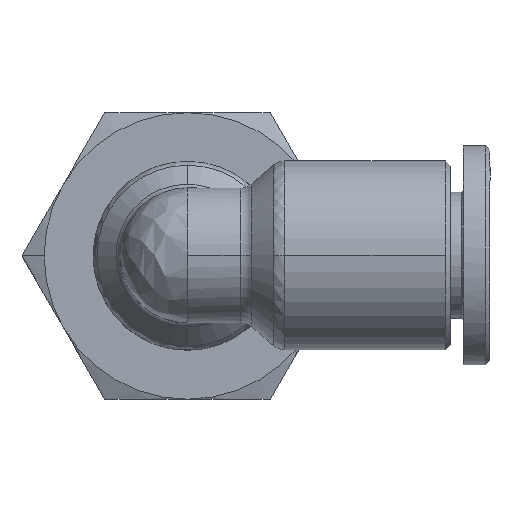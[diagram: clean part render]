
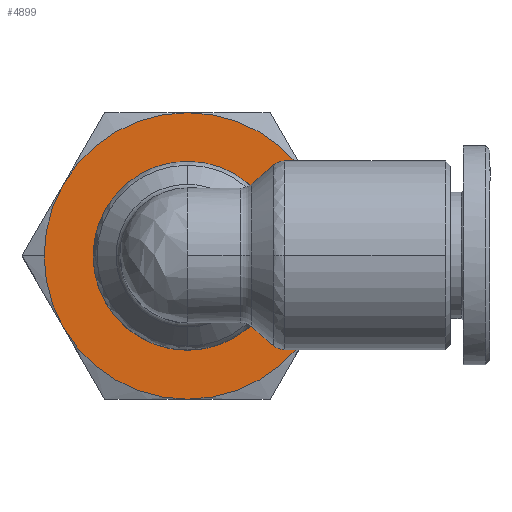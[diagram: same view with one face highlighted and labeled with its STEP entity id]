
A CAD part, top view. The second image highlights one B-rep face of the part: STEP entity #4899.
In plain terms, the highlighted face is planar.
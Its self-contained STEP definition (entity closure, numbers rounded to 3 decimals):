
#206 = VERTEX_POINT ( 'NONE', #622 ) ;
#293 = CARTESIAN_POINT ( 'NONE',  ( -4.718, 0., 18.184 ) ) ;
#348 = DIRECTION ( 'NONE',  ( 0., 0., 1. ) ) ;
#377 = AXIS2_PLACEMENT_3D ( 'NONE', #293, #10571, #4740 ) ;
#450 = CARTESIAN_POINT ( 'NONE',  ( -4.718, 5.6, 18.184 ) ) ;
#469 = VERTEX_POINT ( 'NONE', #873 ) ;
#618 = AXIS2_PLACEMENT_3D ( 'NONE', #3346, #9926, #9065 ) ;
#622 = CARTESIAN_POINT ( 'NONE',  ( 2.643, 4.25, 18.184 ) ) ;
#793 = DIRECTION ( 'NONE',  ( 0., 0., 1. ) ) ;
#873 = CARTESIAN_POINT ( 'NONE',  ( 2.643, -4.25, 18.184 ) ) ;
#988 = CARTESIAN_POINT ( 'NONE',  ( -4.718, -5.6, 18.184 ) ) ;
#1055 = DIRECTION ( 'NONE',  ( 1., 0., 0. ) ) ;
#1176 = AXIS2_PLACEMENT_3D ( 'NONE', #4034, #1599, #7479 ) ;
#1209 = CIRCLE ( 'NONE', #618, 5.6 ) ;
#1263 = DIRECTION ( 'NONE',  ( 0., -1., 0. ) ) ;
#1551 = AXIS2_PLACEMENT_3D ( 'NONE', #3029, #8852, #10519 ) ;
#1599 = DIRECTION ( 'NONE',  ( 0., 0., -1. ) ) ;
#1969 = EDGE_LOOP ( 'NONE', ( #3306, #10100 ) ) ;
#2324 = CARTESIAN_POINT ( 'NONE',  ( -4.718, 8.5, 18.184 ) ) ;
#2364 = AXIS2_PLACEMENT_3D ( 'NONE', #5882, #793, #10125 ) ;
#2414 = EDGE_CURVE ( 'NONE', #10121, #206, #2910, .T. ) ;
#2745 = DIRECTION ( 'NONE',  ( 0., 0., 1. ) ) ;
#2910 = CIRCLE ( 'NONE', #5686, 8.5 ) ;
#3029 = CARTESIAN_POINT ( 'NONE',  ( -4.718, 0., 18.184 ) ) ;
#3306 = ORIENTED_EDGE ( 'NONE', *, *, #4908, .T. ) ;
#3346 = CARTESIAN_POINT ( 'NONE',  ( -4.718, 0., 18.184 ) ) ;
#3433 = ORIENTED_EDGE ( 'NONE', *, *, #2414, .F. ) ;
#4034 = CARTESIAN_POINT ( 'NONE',  ( -4.718, -2.8, 18.184 ) ) ;
#4035 = DIRECTION ( 'NONE',  ( 1., 0., 0. ) ) ;
#4046 = EDGE_CURVE ( 'NONE', #469, #10121, #5035, .T. ) ;
#4103 = ORIENTED_EDGE ( 'NONE', *, *, #10299, .F. ) ;
#4114 = AXIS2_PLACEMENT_3D ( 'NONE', #7445, #7401, #4035 ) ;
#4529 = EDGE_CURVE ( 'NONE', #6266, #5259, #5022, .T. ) ;
#4612 = CARTESIAN_POINT ( 'NONE',  ( -4.718, 0., 18.184 ) ) ;
#4674 = DIRECTION ( 'NONE',  ( 1., 0., 0. ) ) ;
#4740 = DIRECTION ( 'NONE',  ( 1., 0., 0. ) ) ;
#4787 = VERTEX_POINT ( 'NONE', #10588 ) ;
#4865 = CARTESIAN_POINT ( 'NONE',  ( 3.782, 0., 18.184 ) ) ;
#4899 = ADVANCED_FACE ( 'NONE', ( #8618, #7287 ), #8888, .T. ) ;
#4908 = EDGE_CURVE ( 'NONE', #8825, #7601, #1209, .T. ) ;
#5022 = CIRCLE ( 'NONE', #6654, 8.5 ) ;
#5035 = CIRCLE ( 'NONE', #4114, 8.5 ) ;
#5166 = DIRECTION ( 'NONE',  ( 0., 0., 1. ) ) ;
#5259 = VERTEX_POINT ( 'NONE', #7992 ) ;
#5340 = CIRCLE ( 'NONE', #1551, 8.5 ) ;
#5391 = AXIS2_PLACEMENT_3D ( 'NONE', #4612, #348, #1263 ) ;
#5686 = AXIS2_PLACEMENT_3D ( 'NONE', #8039, #7970, #4674 ) ;
#5882 = CARTESIAN_POINT ( 'NONE',  ( -4.718, 0., 18.184 ) ) ;
#5951 = EDGE_CURVE ( 'NONE', #206, #7320, #5340, .T. ) ;
#6266 = VERTEX_POINT ( 'NONE', #7040 ) ;
#6305 = ORIENTED_EDGE ( 'NONE', *, *, #4529, .F. ) ;
#6387 = EDGE_CURVE ( 'NONE', #7601, #8825, #6393, .T. ) ;
#6393 = CIRCLE ( 'NONE', #5391, 5.6 ) ;
#6654 = AXIS2_PLACEMENT_3D ( 'NONE', #7756, #5166, #1055 ) ;
#6788 = CARTESIAN_POINT ( 'NONE',  ( -4.718, 0., 18.184 ) ) ;
#6863 = CIRCLE ( 'NONE', #8202, 8.5 ) ;
#6949 = EDGE_CURVE ( 'NONE', #5259, #469, #8981, .T. ) ;
#7040 = CARTESIAN_POINT ( 'NONE',  ( -12.079, -4.25, 18.184 ) ) ;
#7287 = FACE_OUTER_BOUND ( 'NONE', #9758, .T. ) ;
#7320 = VERTEX_POINT ( 'NONE', #2324 ) ;
#7401 = DIRECTION ( 'NONE',  ( 0., 0., 1. ) ) ;
#7445 = CARTESIAN_POINT ( 'NONE',  ( -4.718, 0., 18.184 ) ) ;
#7479 = DIRECTION ( 'NONE',  ( -1., 0., 0. ) ) ;
#7565 = EDGE_CURVE ( 'NONE', #7320, #4787, #10084, .T. ) ;
#7601 = VERTEX_POINT ( 'NONE', #450 ) ;
#7670 = DIRECTION ( 'NONE',  ( 1., 0., 0. ) ) ;
#7756 = CARTESIAN_POINT ( 'NONE',  ( -4.718, 0., 18.184 ) ) ;
#7970 = DIRECTION ( 'NONE',  ( 0., 0., 1. ) ) ;
#7992 = CARTESIAN_POINT ( 'NONE',  ( -4.718, -8.5, 18.184 ) ) ;
#8039 = CARTESIAN_POINT ( 'NONE',  ( -4.718, 0., 18.184 ) ) ;
#8202 = AXIS2_PLACEMENT_3D ( 'NONE', #6788, #2745, #7670 ) ;
#8618 = FACE_BOUND ( 'NONE', #1969, .T. ) ;
#8825 = VERTEX_POINT ( 'NONE', #988 ) ;
#8852 = DIRECTION ( 'NONE',  ( 0., 0., 1. ) ) ;
#8888 = PLANE ( 'NONE',  #1176 ) ;
#8981 = CIRCLE ( 'NONE', #2364, 8.5 ) ;
#9065 = DIRECTION ( 'NONE',  ( 0., -1., 0. ) ) ;
#9094 = ORIENTED_EDGE ( 'NONE', *, *, #5951, .F. ) ;
#9394 = ORIENTED_EDGE ( 'NONE', *, *, #6949, .F. ) ;
#9758 = EDGE_LOOP ( 'NONE', ( #6305, #4103, #10943, #9094, #3433, #10351, #9394 ) ) ;
#9926 = DIRECTION ( 'NONE',  ( 0., 0., 1. ) ) ;
#10084 = CIRCLE ( 'NONE', #377, 8.5 ) ;
#10100 = ORIENTED_EDGE ( 'NONE', *, *, #6387, .T. ) ;
#10121 = VERTEX_POINT ( 'NONE', #4865 ) ;
#10125 = DIRECTION ( 'NONE',  ( 1., 0., 0. ) ) ;
#10299 = EDGE_CURVE ( 'NONE', #4787, #6266, #6863, .T. ) ;
#10351 = ORIENTED_EDGE ( 'NONE', *, *, #4046, .F. ) ;
#10519 = DIRECTION ( 'NONE',  ( 1., 0., 0. ) ) ;
#10571 = DIRECTION ( 'NONE',  ( 0., 0., 1. ) ) ;
#10588 = CARTESIAN_POINT ( 'NONE',  ( -12.079, 4.25, 18.184 ) ) ;
#10943 = ORIENTED_EDGE ( 'NONE', *, *, #7565, .F. ) ;
